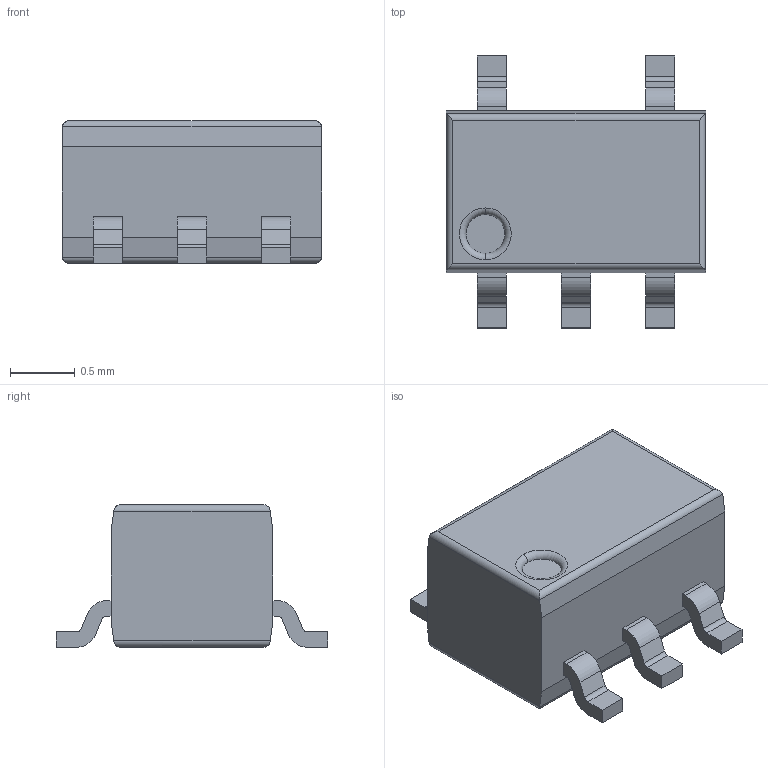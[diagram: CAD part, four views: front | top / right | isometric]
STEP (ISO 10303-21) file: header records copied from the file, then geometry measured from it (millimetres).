
FILE_DESCRIPTION(('FreeCAD Model'),'2;1');
FILE_NAME('SOP65P210X110-6_5.step', '2021-03-26T22:06:57',('kicad StepUp'),('ksu MCAD'), 'Open CASCADE STEP processor 7.2','FreeCAD','Unknown');
FILE_SCHEMA(('AUTOMOTIVE_DESIGN { 1 0 10303 214 1 1 1 1 }'));
Length unit declared in the file: millimetre
Products named in the file (1): SOP65P210X110-6_5
Bounding box: 2 x 2.1 x 1.1 mm (x, y, z)
Volume: 2.8 mm3; surface area: 13.9 mm2
Topology: 6 solids, 6 shells, 91 faces, 234 edges, 156 vertices
Faces by surface type: plane 61, cylinder 28, torus 2
Entity records: 3395 total; most frequent: CARTESIAN_POINT 530, ORIENTED_EDGE 468, DIRECTION 448, EDGE_CURVE 234, LINE 172, VECTOR 172, VERTEX_POINT 156, AXIS2_PLACEMENT_3D 138
